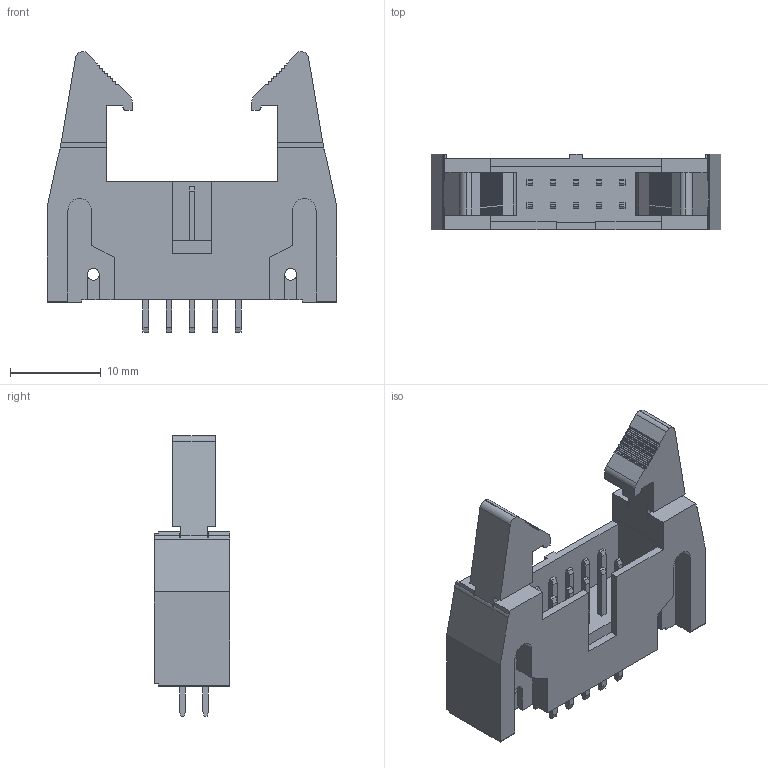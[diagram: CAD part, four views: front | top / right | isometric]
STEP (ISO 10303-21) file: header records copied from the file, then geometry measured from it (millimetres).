
FILE_DESCRIPTION(('STEP AP214'),'1');
FILE_NAME('header_awh10g-0232-t.stp','2020-03-14T03:37:39',('TraceParts'),('TraceParts S.A.'),'Spatial InterOp 3D',' ',' ');
FILE_SCHEMA(('AUTOMOTIVE_DESIGN { 1 0 10303 214 1 1 1 1 }'));
Length unit declared in the file: millimetre
Products named in the file (1): header_awh10g-0232-t
Bounding box: 31.9 x 8.3 x 30.9 mm (x, y, z)
Volume: 3091.1 mm3; surface area: 2888.7 mm2
Topology: 1 solids, 1 shells, 329 faces, 915 edges, 606 vertices
Faces by surface type: plane 271, cylinder 58
Entity records: 13067 total; most frequent: CARTESIAN_POINT 1851, ORIENTED_EDGE 1830, DIRECTION 1693, EDGE_CURVE 915, LINE 797, VECTOR 797, VERTEX_POINT 606, AXIS2_PLACEMENT_3D 448
